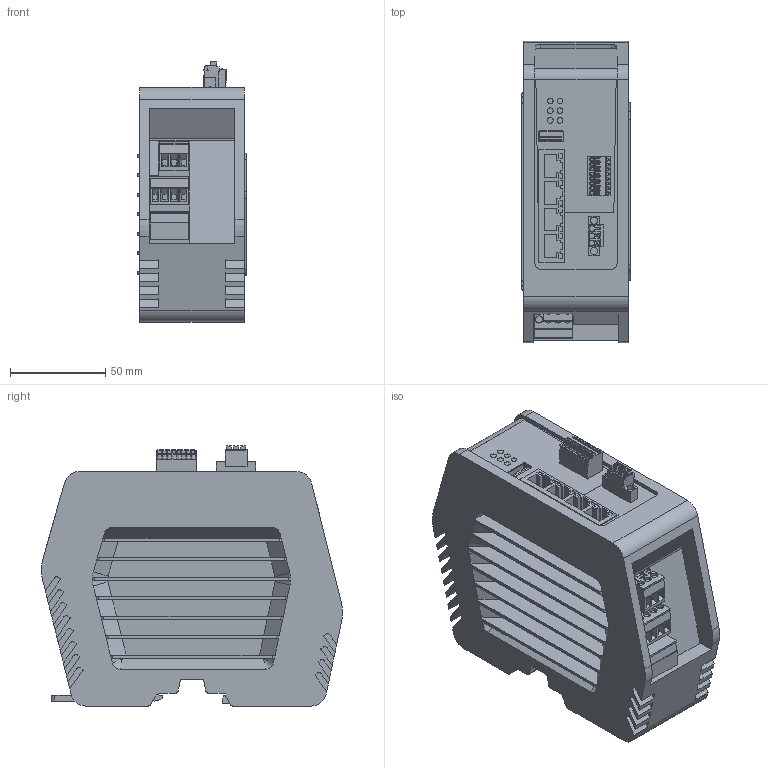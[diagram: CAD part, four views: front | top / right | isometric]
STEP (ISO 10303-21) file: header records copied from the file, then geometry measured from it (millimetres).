
FILE_DESCRIPTION(('CATIA V5 STEP Exchange','CAx-IF Rec.Pracs.--- Model Styling and Organization---1.4--- 2014-01-23'),'2;1');
FILE_NAME ('D1607389_0', '2024-04-10T09:22:03+00:00', ('none'), ('Weidmueller'), 'CATIA Version 5-6 Release 2016 SP3 HF44', 'CATIA V5 STEP AP214', 'none');
FILE_SCHEMA(('AUTOMOTIVE_DESIGN { 1 0 10303 214 1 1 1 1 }'));
Length unit declared in the file: millimetre
Products named in the file (1): S3D_IE_SR_4GT_M
Bounding box: 57 x 157.9 x 136.39 mm (x, y, z)
Volume: 860446 mm3; surface area: 96437 mm2
Topology: 1 solids, 1 shells, 1296 faces, 3594 edges, 2360 vertices
Faces by surface type: plane 873, cylinder 290, extrusion 76, cone 36, bspline 19, torus 2
Entity records: 44322 total; most frequent: CARTESIAN_POINT 11699, ORIENTED_EDGE 7188, DIRECTION 5154, EDGE_CURVE 3594, VECTOR 2660, LINE 2584, VERTEX_POINT 2360, AXIS2_PLACEMENT_3D 1506
